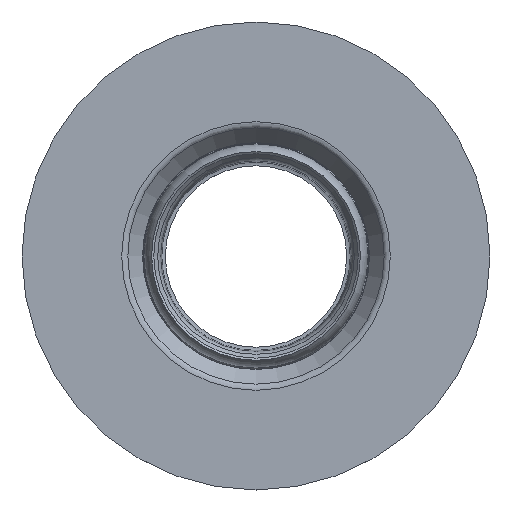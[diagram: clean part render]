
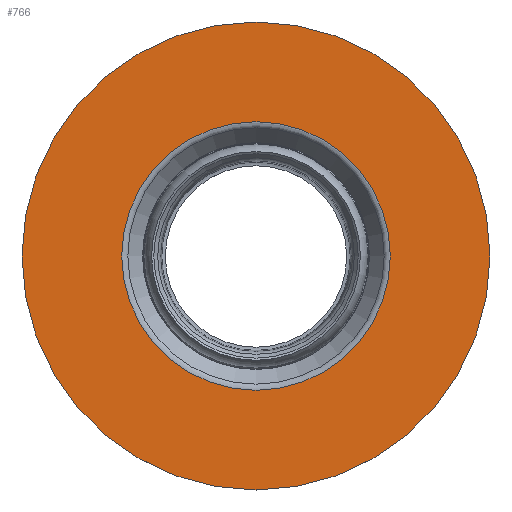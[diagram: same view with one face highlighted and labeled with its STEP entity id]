
A CAD part, top view. The second image highlights one B-rep face of the part: STEP entity #766.
In plain terms, the highlighted planar face has unit normal (0, 0, 1).
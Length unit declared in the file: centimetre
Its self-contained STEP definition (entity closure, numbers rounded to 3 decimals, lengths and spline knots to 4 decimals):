
#132=FACE_BOUND('',#229,.T.);
#177=FACE_OUTER_BOUND('',#228,.T.);
#228=EDGE_LOOP('',(#710));
#229=EDGE_LOOP('',(#711));
#313=CIRCLE('',#899,70.2932);
#315=CIRCLE('',#902,122.5);
#384=VERTEX_POINT('',#1426);
#385=VERTEX_POINT('',#1430);
#492=EDGE_CURVE('',#384,#384,#313,.T.);
#494=EDGE_CURVE('',#385,#385,#315,.T.);
#710=ORIENTED_EDGE('',*,*,#494,.F.);
#711=ORIENTED_EDGE('',*,*,#492,.T.);
#721=PLANE('',#901);
#766=ADVANCED_FACE('',(#177,#132),#721,.T.);
#899=AXIS2_PLACEMENT_3D('',#1427,#1187,#1188);
#901=AXIS2_PLACEMENT_3D('',#1429,#1191,#1192);
#902=AXIS2_PLACEMENT_3D('',#1431,#1193,#1194);
#1187=DIRECTION('center_axis',(0.,0.,
-1.));
#1188=DIRECTION('ref_axis',(1.,0.,0.));
#1191=DIRECTION('center_axis',(0.,0.,
1.));
#1192=DIRECTION('ref_axis',(0.,-1.,0.));
#1193=DIRECTION('center_axis',(0.,0.,
-1.));
#1194=DIRECTION('ref_axis',(1.,0.,0.));
#1426=CARTESIAN_POINT('',(0.,-70.2932,71.));
#1427=CARTESIAN_POINT('Origin',(0.,0.,
71.));
#1429=CARTESIAN_POINT('Origin',(122.5,0.,71.));
#1430=CARTESIAN_POINT('',(-122.5,0.,71.));
#1431=CARTESIAN_POINT('Origin',(0.,0.,
71.));
